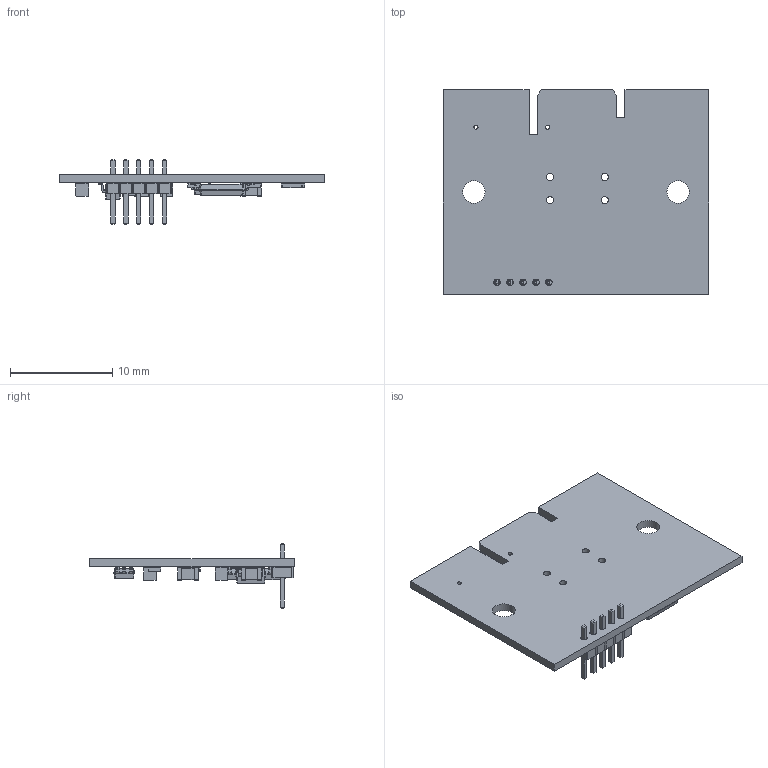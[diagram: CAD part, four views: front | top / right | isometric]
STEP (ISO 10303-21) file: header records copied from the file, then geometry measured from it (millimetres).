
FILE_DESCRIPTION(('KiCad electronic assembly'),'2;1');
FILE_NAME('OpenThermalCamera.step','2019-07-22T17:58:35',('An Author'),( 'A Company'),'Open CASCADE STEP processor 6.9', 'KiCad to STEP converter','Unknown');
FILE_SCHEMA(('AUTOMOTIVE_DESIGN { 1 0 10303 214 1 1 1 1 }'));
Length unit declared in the file: millimetre
Products named in the file (17): Open CASCADE STEP translator 6.9 1; micro5p_reversible_3d_crude; DX07P024AJ1R1500; PinHeader_1x05_P1.27mm_Vertical; SOLID; SOT-23-5; R_0805_2012Metric; C_0805_2012Metric; mlx90640_3d; TSSOP-20_4.4x6.5mm_P0.65mm; SOT-363_SC-70-6; COMPOUND
Assembly tree (26 placements, depth 3):
  Open CASCADE STEP translator 6.9 1
    micro5p_reversible_3d_crude
    DX07P024AJ1R1500
    PinHeader_1x05_P1.27mm_Vertical
      SOLID
    SOT-23-5
      SOLID
    R_0805_2012Metric  x6
      SOLID
    C_0805_2012Metric  x6
      SOLID
    mlx90640_3d
    TSSOP-20_4.4x6.5mm_P0.65mm
      SOLID
    SOT-363_SC-70-6
      SOLID
    COMPOUND
Bounding box: 26 x 20 x 6.3 mm (x, y, z)
Volume: 482.7 mm3; surface area: 1469.2 mm2
Topology: 17 solids, 17 shells, 1040 faces, 2677 edges, 1694 vertices
Faces by surface type: plane 679, cylinder 258, bspline 103
Full cylindrical faces by diameter (mm): 0.4 x2, 0.5 x1, 0.65 x5, 0.7 x4, 2.2 x2
Entity records: 54304 total; most frequent: CARTESIAN_POINT 9444, DIRECTION 7182, LINE 4990, VECTOR 4990, ORIENTED_EDGE 3954, PCURVE 3954, DEFINITIONAL_REPRESENTATION 3954, EDGE_CURVE 1977
